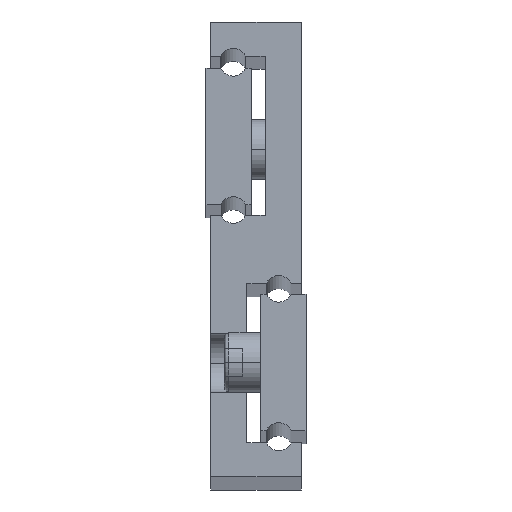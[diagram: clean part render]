
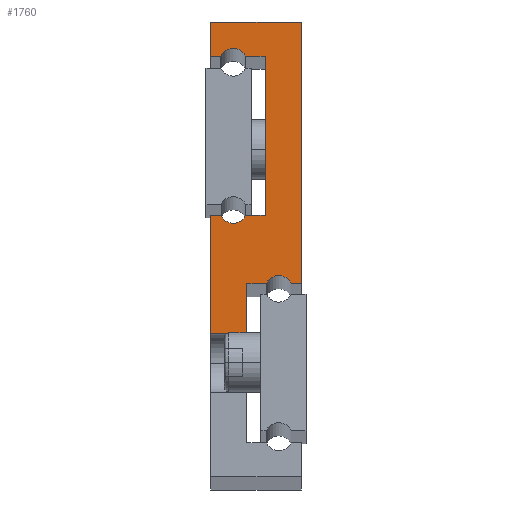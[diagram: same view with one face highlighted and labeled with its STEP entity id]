
A CAD part, top view. The second image highlights one B-rep face of the part: STEP entity #1760.
In plain terms, the highlighted planar face has unit normal (0, 0, 1).
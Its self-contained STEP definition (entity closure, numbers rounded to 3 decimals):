
#18 = CARTESIAN_POINT ( 'NONE',  ( 7.727, 92.5, 825. ) ) ;
#43 = VERTEX_POINT ( 'NONE', #839 ) ;
#87 = VERTEX_POINT ( 'NONE', #1735 ) ;
#105 = VERTEX_POINT ( 'NONE', #1571 ) ;
#119 = VECTOR ( 'NONE', #1287, 1000. ) ;
#158 = CARTESIAN_POINT ( 'NONE',  ( 12.273, 42.5, 825. ) ) ;
#178 = VECTOR ( 'NONE', #821, 1000. ) ;
#203 = ORIENTED_EDGE ( 'NONE', *, *, #1021, .T. ) ;
#213 = VECTOR ( 'NONE', #791, 1000. ) ;
#217 = ORIENTED_EDGE ( 'NONE', *, *, #1849, .T. ) ;
#245 = DIRECTION ( 'NONE',  ( 0., 0., -1. ) ) ;
#276 = EDGE_CURVE ( 'NONE', #87, #1241, #1298, .T. ) ;
#296 = CARTESIAN_POINT ( 'NONE',  ( 0., 100., 825. ) ) ;
#297 = LINE ( 'NONE', #1117, #1317 ) ;
#326 = VECTOR ( 'NONE', #2022, 1000. ) ;
#331 = DIRECTION ( 'NONE',  ( -1., 0., 0. ) ) ;
#334 = DIRECTION ( 'NONE',  ( 1., 0., 0. ) ) ;
#408 = CARTESIAN_POINT ( 'NONE',  ( 0., 57.5, 825. ) ) ;
#413 = VERTEX_POINT ( 'NONE', #1710 ) ;
#452 = CARTESIAN_POINT ( 'NONE',  ( 7.727, 57.5, 825. ) ) ;
#454 = EDGE_CURVE ( 'NONE', #105, #1886, #1342, .T. ) ;
#483 = VECTOR ( 'NONE', #547, 1000. ) ;
#492 = CARTESIAN_POINT ( 'NONE',  ( 5., 58.75, 825. ) ) ;
#506 = VERTEX_POINT ( 'NONE', #2056 ) ;
#543 = VERTEX_POINT ( 'NONE', #1221 ) ;
#547 = DIRECTION ( 'NONE',  ( 0., -1., 0. ) ) ;
#550 = CARTESIAN_POINT ( 'NONE',  ( 0., 31.5, 825. ) ) ;
#600 = CARTESIAN_POINT ( 'NONE',  ( 15., 41.25, 825. ) ) ;
#613 = VERTEX_POINT ( 'NONE', #1081 ) ;
#656 = CARTESIAN_POINT ( 'NONE',  ( 5., 58.75, 825. ) ) ;
#673 = DIRECTION ( 'NONE',  ( -1., 0., 0. ) ) ;
#675 = AXIS2_PLACEMENT_3D ( 'NONE', #1627, #245, #1791 ) ;
#685 = PLANE ( 'NONE',  #878 ) ;
#691 = EDGE_CURVE ( 'NONE', #43, #413, #775, .T. ) ;
#709 = ORIENTED_EDGE ( 'NONE', *, *, #998, .T. ) ;
#733 = VECTOR ( 'NONE', #1491, 1000. ) ;
#744 = LINE ( 'NONE', #2077, #483 ) ;
#748 = VERTEX_POINT ( 'NONE', #452 ) ;
#773 = VERTEX_POINT ( 'NONE', #296 ) ;
#775 = LINE ( 'NONE', #1454, #213 ) ;
#791 = DIRECTION ( 'NONE',  ( 0., -1., 0. ) ) ;
#792 = CARTESIAN_POINT ( 'NONE',  ( 8., 7.5, 825. ) ) ;
#795 = CARTESIAN_POINT ( 'NONE',  ( 2.273, 92.5, 825. ) ) ;
#797 = CARTESIAN_POINT ( 'NONE',  ( 20., 42.5, 825. ) ) ;
#809 = LINE ( 'NONE', #830, #863 ) ;
#821 = DIRECTION ( 'NONE',  ( 1., 0., 0. ) ) ;
#830 = CARTESIAN_POINT ( 'NONE',  ( 20., 100., 825. ) ) ;
#839 = CARTESIAN_POINT ( 'NONE',  ( 12., 92.5, 825. ) ) ;
#863 = VECTOR ( 'NONE', #1006, 1000. ) ;
#878 = AXIS2_PLACEMENT_3D ( 'NONE', #492, #1732, #331 ) ;
#900 = EDGE_CURVE ( 'NONE', #1886, #1944, #1515, .T. ) ;
#916 = EDGE_CURVE ( 'NONE', #2021, #43, #999, .T. ) ;
#922 = DIRECTION ( 'NONE',  ( -1., 0., 0. ) ) ;
#940 = EDGE_CURVE ( 'NONE', #506, #773, #2189, .T. ) ;
#980 = DIRECTION ( 'NONE',  ( 1., 0., 0. ) ) ;
#998 = EDGE_CURVE ( 'NONE', #1628, #2021, #1636, .T. ) ;
#999 = LINE ( 'NONE', #18, #178 ) ;
#1006 = DIRECTION ( 'NONE',  ( 0., 1., 0. ) ) ;
#1021 = EDGE_CURVE ( 'NONE', #543, #87, #1040, .T. ) ;
#1040 = CIRCLE ( 'NONE', #1101, 3. ) ;
#1047 = CARTESIAN_POINT ( 'NONE',  ( 0., 0., 825. ) ) ;
#1065 = ORIENTED_EDGE ( 'NONE', *, *, #1507, .T. ) ;
#1079 = CIRCLE ( 'NONE', #2218, 3. ) ;
#1081 = CARTESIAN_POINT ( 'NONE',  ( 8., 31.5, 825. ) ) ;
#1101 = AXIS2_PLACEMENT_3D ( 'NONE', #600, #1425, #1922 ) ;
#1117 = CARTESIAN_POINT ( 'NONE',  ( 0., 92.5, 825. ) ) ;
#1157 = EDGE_CURVE ( 'NONE', #1241, #506, #809, .T. ) ;
#1160 = VECTOR ( 'NONE', #673, 1000. ) ;
#1161 = EDGE_CURVE ( 'NONE', #748, #105, #1079, .T. ) ;
#1188 = ORIENTED_EDGE ( 'NONE', *, *, #276, .T. ) ;
#1215 = ORIENTED_EDGE ( 'NONE', *, *, #1157, .T. ) ;
#1221 = CARTESIAN_POINT ( 'NONE',  ( 12.273, 42.5, 825. ) ) ;
#1241 = VERTEX_POINT ( 'NONE', #797 ) ;
#1287 = DIRECTION ( 'NONE',  ( 1., 0., 0. ) ) ;
#1297 = ORIENTED_EDGE ( 'NONE', *, *, #940, .T. ) ;
#1298 = LINE ( 'NONE', #1992, #119 ) ;
#1313 = ORIENTED_EDGE ( 'NONE', *, *, #916, .T. ) ;
#1317 = VECTOR ( 'NONE', #980, 1000. ) ;
#1329 = DIRECTION ( 'NONE',  ( -1., 0., 0. ) ) ;
#1330 = CARTESIAN_POINT ( 'NONE',  ( 7.727, 92.5, 825. ) ) ;
#1342 = LINE ( 'NONE', #1528, #1160 ) ;
#1373 = EDGE_CURVE ( 'NONE', #1944, #613, #2069, .T. ) ;
#1374 = FACE_OUTER_BOUND ( 'NONE', #2137, .T. ) ;
#1403 = ORIENTED_EDGE ( 'NONE', *, *, #1955, .T. ) ;
#1425 = DIRECTION ( 'NONE',  ( 0., 0., -1. ) ) ;
#1436 = ORIENTED_EDGE ( 'NONE', *, *, #1783, .T. ) ;
#1447 = ORIENTED_EDGE ( 'NONE', *, *, #1373, .T. ) ;
#1454 = CARTESIAN_POINT ( 'NONE',  ( 12., 92.5, 825. ) ) ;
#1491 = DIRECTION ( 'NONE',  ( 0., 1., 0. ) ) ;
#1501 = CARTESIAN_POINT ( 'NONE',  ( 20., 100., 825. ) ) ;
#1507 = EDGE_CURVE ( 'NONE', #413, #748, #1788, .T. ) ;
#1511 = DIRECTION ( 'NONE',  ( 0., 0., -1. ) ) ;
#1512 = VERTEX_POINT ( 'NONE', #1905 ) ;
#1515 = LINE ( 'NONE', #1047, #326 ) ;
#1528 = CARTESIAN_POINT ( 'NONE',  ( 0., 57.5, 825. ) ) ;
#1564 = CARTESIAN_POINT ( 'NONE',  ( 8., 42.5, 825. ) ) ;
#1571 = CARTESIAN_POINT ( 'NONE',  ( 2.273, 57.5, 825. ) ) ;
#1627 = CARTESIAN_POINT ( 'NONE',  ( 5., 91.25, 825. ) ) ;
#1628 = VERTEX_POINT ( 'NONE', #795 ) ;
#1636 = CIRCLE ( 'NONE', #675, 3. ) ;
#1637 = DIRECTION ( 'NONE',  ( -1., 0., 0. ) ) ;
#1640 = ORIENTED_EDGE ( 'NONE', *, *, #1161, .T. ) ;
#1685 = LINE ( 'NONE', #158, #2199 ) ;
#1696 = DIRECTION ( 'NONE',  ( 1., 0., 0. ) ) ;
#1705 = ORIENTED_EDGE ( 'NONE', *, *, #691, .T. ) ;
#1708 = VECTOR ( 'NONE', #1329, 1000. ) ;
#1710 = CARTESIAN_POINT ( 'NONE',  ( 12., 57.5, 825. ) ) ;
#1732 = DIRECTION ( 'NONE',  ( 0., 0., -1. ) ) ;
#1735 = CARTESIAN_POINT ( 'NONE',  ( 17.727, 42.5, 825. ) ) ;
#1760 = ADVANCED_FACE ( 'NONE', ( #1374 ), #685, .F. ) ;
#1783 = EDGE_CURVE ( 'NONE', #2198, #543, #1685, .T. ) ;
#1785 = CARTESIAN_POINT ( 'NONE',  ( 0., 31.5, 825. ) ) ;
#1788 = LINE ( 'NONE', #2096, #2111 ) ;
#1791 = DIRECTION ( 'NONE',  ( 1., 0., 0. ) ) ;
#1849 = EDGE_CURVE ( 'NONE', #773, #1512, #744, .T. ) ;
#1886 = VERTEX_POINT ( 'NONE', #408 ) ;
#1905 = CARTESIAN_POINT ( 'NONE',  ( 0., 92.5, 825. ) ) ;
#1922 = DIRECTION ( 'NONE',  ( -1., 0., 0. ) ) ;
#1944 = VERTEX_POINT ( 'NONE', #1785 ) ;
#1955 = EDGE_CURVE ( 'NONE', #613, #2198, #1958, .T. ) ;
#1958 = LINE ( 'NONE', #792, #733 ) ;
#1962 = ORIENTED_EDGE ( 'NONE', *, *, #900, .T. ) ;
#1992 = CARTESIAN_POINT ( 'NONE',  ( 20., 42.5, 825. ) ) ;
#2021 = VERTEX_POINT ( 'NONE', #1330 ) ;
#2022 = DIRECTION ( 'NONE',  ( 0., -1., 0. ) ) ;
#2028 = ORIENTED_EDGE ( 'NONE', *, *, #454, .T. ) ;
#2056 = CARTESIAN_POINT ( 'NONE',  ( 20., 100., 825. ) ) ;
#2060 = EDGE_CURVE ( 'NONE', #1512, #1628, #297, .T. ) ;
#2069 = LINE ( 'NONE', #550, #2082 ) ;
#2077 = CARTESIAN_POINT ( 'NONE',  ( 0., 100., 825. ) ) ;
#2082 = VECTOR ( 'NONE', #334, 1000. ) ;
#2096 = CARTESIAN_POINT ( 'NONE',  ( 7.727, 57.5, 825. ) ) ;
#2111 = VECTOR ( 'NONE', #922, 1000. ) ;
#2130 = ORIENTED_EDGE ( 'NONE', *, *, #2060, .T. ) ;
#2137 = EDGE_LOOP ( 'NONE', ( #1962, #1447, #1403, #1436, #203, #1188, #1215, #1297, #217, #2130, #709, #1313, #1705, #1065, #1640, #2028 ) ) ;
#2189 = LINE ( 'NONE', #1501, #1708 ) ;
#2198 = VERTEX_POINT ( 'NONE', #1564 ) ;
#2199 = VECTOR ( 'NONE', #1696, 1000. ) ;
#2218 = AXIS2_PLACEMENT_3D ( 'NONE', #656, #1511, #1637 ) ;
